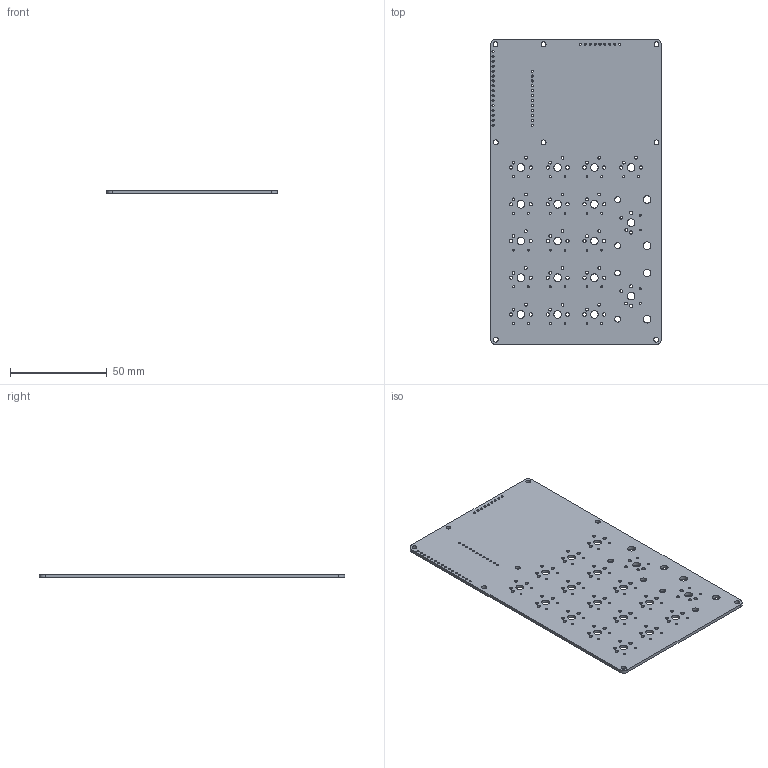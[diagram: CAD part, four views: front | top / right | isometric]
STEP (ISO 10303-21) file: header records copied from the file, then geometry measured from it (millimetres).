
FILE_DESCRIPTION(('KiCad electronic assembly'),'2;1');
FILE_NAME('calq-18r.step','2022-06-02T21:00:19',('Pcbnew'),('Kicad'), 'Open CASCADE STEP processor 7.6','KiCad to STEP converter','Unknown' );
FILE_SCHEMA(('AUTOMOTIVE_DESIGN { 1 0 10303 214 1 1 1 1 }'));
Length unit declared in the file: millimetre
Products named in the file (2): calq-18r 1; calq-18r PCB
Assembly tree (1 placements, depth 2):
  calq-18r 1
    calq-18r PCB
Bounding box: 88.36 x 158.06 x 1.6 mm (x, y, z)
Volume: 21449.9 mm3; surface area: 29158.6 mm2
Topology: 1 solids, 1 shells, 189 faces, 561 edges, 374 vertices
Faces by surface type: cylinder 183, plane 6
Full cylindrical faces by diameter (mm): 0.991 x36, 1.092 x37, 1.499 x36, 1.702 x36, 2.54 x8, 3.048 x4, 3.988 x22
Entity records: 14617 total; most frequent: DIRECTION 2431, CARTESIAN_POINT 2248, ORIENTED_EDGE 1122, PCURVE 1122, DEFINITIONAL_REPRESENTATION 1122, LINE 951, VECTOR 951, CIRCLE 732
